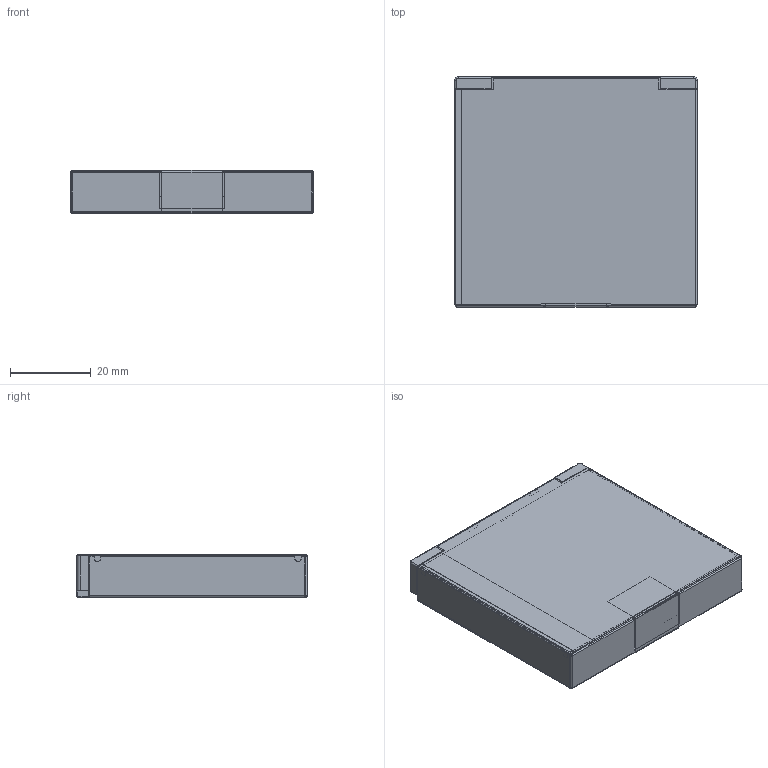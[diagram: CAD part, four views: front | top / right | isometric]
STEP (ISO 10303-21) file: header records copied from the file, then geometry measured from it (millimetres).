
FILE_DESCRIPTION(('FreeCAD Model'),'2;1');
FILE_NAME('Open CASCADE Shape Model','2024-06-03T23:48:54',('Author'),( ''),'Open CASCADE STEP processor 7.7','Ondsel','Unknown');
FILE_SCHEMA(('AUTOMOTIVE_DESIGN { 1 0 10303 214 1 1 1 1 }'));
Length unit declared in the file: millimetre
Products named in the file (9): Unnamed; JIAOKUANG_24; PCB_10; DIANXIN_10; L-NIEPIAN-QUEKOU-ZHANKAI_19; L-NIEPIAN-QUEKOU-ZHANKAI_19_0; GANGPIAN_7; BIAOTIE_8; LASHOU_3
Assembly tree (8 placements, depth 2):
  Unnamed
    JIAOKUANG_24
    PCB_10
    DIANXIN_10
    L-NIEPIAN-QUEKOU-ZHANKAI_19
    L-NIEPIAN-QUEKOU-ZHANKAI_19_0
    GANGPIAN_7
    BIAOTIE_8
    LASHOU_3
Bounding box: 60 x 57 x 10.7 mm (x, y, z)
Volume: 32693.1 mm3; surface area: 44287.6 mm2
Topology: 8 solids, 8 shells, 493 faces, 1314 edges, 838 vertices
Faces by surface type: plane 322, cylinder 145, torus 14, revolution 8, sphere 2, bspline 2
Entity records: 17409 total; most frequent: CARTESIAN_POINT 2972, ORIENTED_EDGE 2624, DIRECTION 2574, EDGE_CURVE 1312, LINE 974, VECTOR 974, VERTEX_POINT 838, AXIS2_PLACEMENT_3D 796
